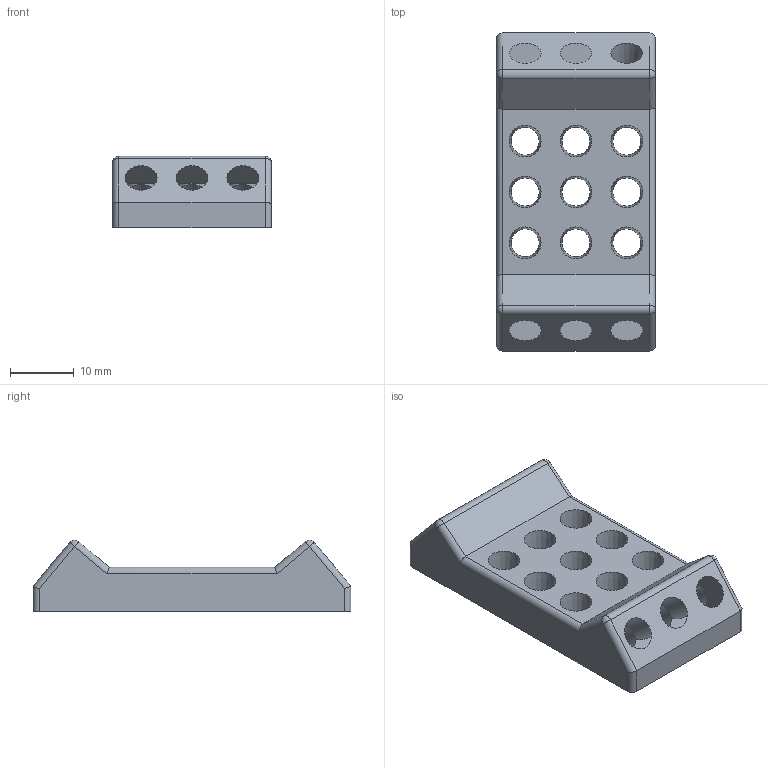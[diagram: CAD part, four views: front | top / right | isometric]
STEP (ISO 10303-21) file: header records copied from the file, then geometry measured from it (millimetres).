
FILE_DESCRIPTION(/* description */ (''),/* implementation_level */ '2;1');
FILE_NAME(/* name */ 'Heat Set Insert Practice Block.step',/* time_stamp */ '2023-07-30T14:56:35-05:00',/* author */ (''),/* organization */ (''),/* preprocessor_version */ 'ST-DEVELOPER v20',/* originating_system */ 'Autodesk Translation Framework v12.9.0.99',/* authorisation */ '');
FILE_SCHEMA (('AUTOMOTIVE_DESIGN { 1 0 10303 214 3 1 1 }'));
Length unit declared in the file: millimetre
Products named in the file (1): Heat Set Insert Practice Block
Bounding box: 25 x 50 x 11.25 mm (x, y, z)
Volume: 7414.6 mm3; surface area: 5010.6 mm2
Topology: 1 solids, 1 shells, 60 faces, 157 edges, 93 vertices
Faces by surface type: cylinder 31, cone 15, plane 10, sphere 4
Full cylindrical faces by diameter (mm): 4.413 x15
Entity records: 1941 total; most frequent: DIRECTION 366, ORIENTED_EDGE 314, CARTESIAN_POINT 311, EDGE_CURVE 157, AXIS2_PLACEMENT_3D 148, VERTEX_POINT 93, EDGE_LOOP 84, LINE 70
